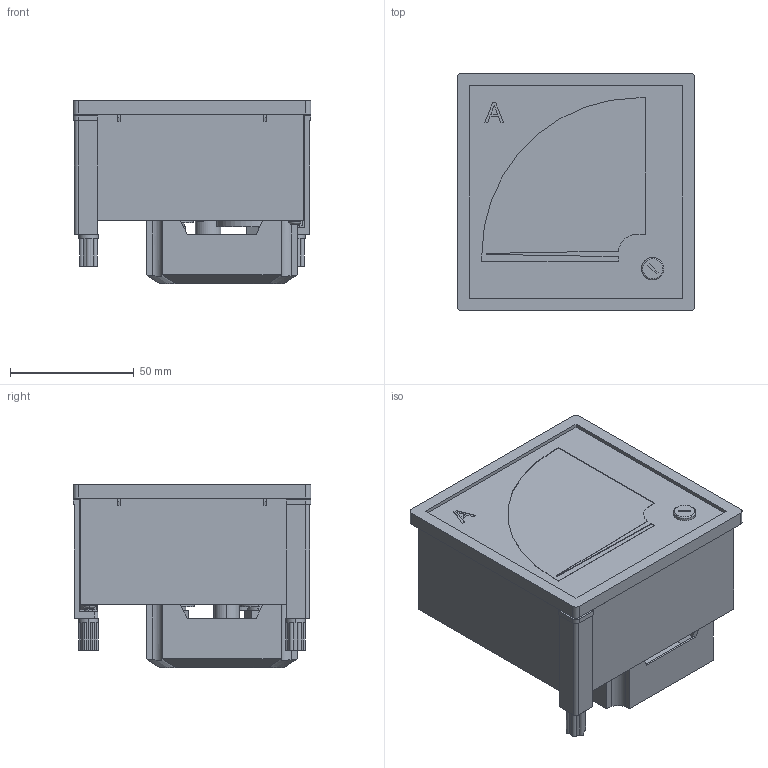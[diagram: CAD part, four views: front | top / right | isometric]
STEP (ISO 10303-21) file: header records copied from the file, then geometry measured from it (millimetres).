
FILE_DESCRIPTION (( 'STEP AP214' ), '1' );
FILE_NAME ('IPA20-6-0050-E Àìïåðìåòð Ý47 50À êë. òî÷í. 1,5 96õ96ìì.STEP', '2018-02-15T08:55:38', ( '' ), ( '' ), 'SwSTEP 2.0', 'SolidWorks 2014', '' );
FILE_SCHEMA (( 'AUTOMOTIVE_DESIGN' ));
Length unit declared in the file: millimetre
Products named in the file (1): IPA20-6-0050-E Àìïåðìåòð Ý47 50À êë. òî÷í. 1,5 96õ96ìì
Bounding box: 96 x 96 x 74 mm (x, y, z)
Volume: 409233.8 mm3; surface area: 63188.7 mm2
Topology: 6 solids, 8 shells, 544 faces, 1426 edges, 937 vertices
Faces by surface type: plane 375, cylinder 150, bspline 10, torus 9
Entity records: 17401 total; most frequent: CARTESIAN_POINT 3718, ORIENTED_EDGE 2852, DIRECTION 2784, EDGE_CURVE 1426, VECTOR 978, LINE 978, VERTEX_POINT 937, AXIS2_PLACEMENT_3D 903
